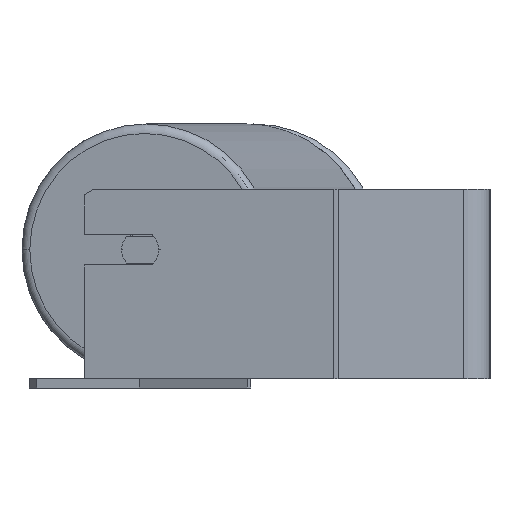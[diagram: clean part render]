
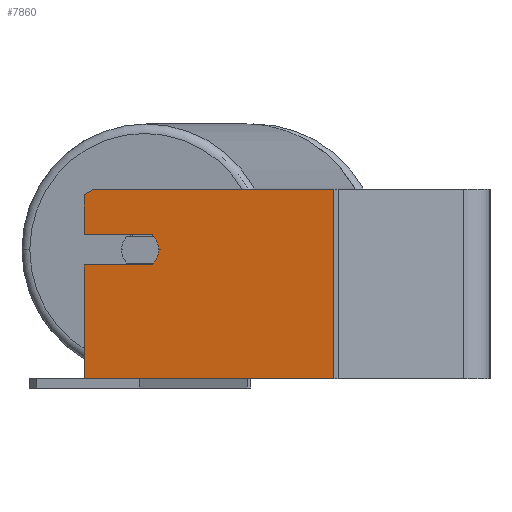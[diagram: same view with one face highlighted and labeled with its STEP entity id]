
A CAD part, left-side view. The second image highlights one B-rep face of the part: STEP entity #7860.
In plain terms, the highlighted planar face has unit normal (-0.985, 0.174, 0).
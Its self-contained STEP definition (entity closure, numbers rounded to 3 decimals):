
#44 = AXIS2_PLACEMENT_3D ( 'NONE', #4482, #8145, #4437 ) ;
#219 = VECTOR ( 'NONE', #7961, 1000. ) ;
#465 = EDGE_CURVE ( 'NONE', #4239, #1885, #2612, .T. ) ;
#504 = CARTESIAN_POINT ( 'NONE',  ( -517.783, 178.921, 26. ) ) ;
#708 = EDGE_CURVE ( 'NONE', #8588, #6813, #8789, .T. ) ;
#742 = ORIENTED_EDGE ( 'NONE', *, *, #708, .F. ) ;
#791 = ORIENTED_EDGE ( 'NONE', *, *, #3962, .T. ) ;
#803 = CARTESIAN_POINT ( 'NONE',  ( -511.532, 214.374, -50. ) ) ;
#853 = LINE ( 'NONE', #5604, #7684 ) ;
#984 = EDGE_CURVE ( 'NONE', #7520, #7647, #853, .T. ) ;
#1095 = CARTESIAN_POINT ( 'NONE',  ( -511.532, 214.374, 50. ) ) ;
#1123 = EDGE_CURVE ( 'NONE', #8588, #7520, #3109, .T. ) ;
#1130 = CARTESIAN_POINT ( 'NONE',  ( -511.532, 214.374, 47.113 ) ) ;
#1229 = DIRECTION ( 'NONE',  ( -0.174, -0.985, 0. ) ) ;
#1287 = DIRECTION ( 'NONE',  ( -0.985, 0.174, 0. ) ) ;
#1337 = EDGE_LOOP ( 'NONE', ( #742, #1805, #1715, #1620, #4807, #2354, #7266, #8636, #791, #4535 ) ) ;
#1362 = DIRECTION ( 'NONE',  ( 0.174, 0.985, 0. ) ) ;
#1620 = ORIENTED_EDGE ( 'NONE', *, *, #6678, .F. ) ;
#1681 = PLANE ( 'NONE',  #44 ) ;
#1715 = ORIENTED_EDGE ( 'NONE', *, *, #984, .T. ) ;
#1805 = ORIENTED_EDGE ( 'NONE', *, *, #1123, .T. ) ;
#1849 = VERTEX_POINT ( 'NONE', #504 ) ;
#1885 = VERTEX_POINT ( 'NONE', #3304 ) ;
#2054 = CARTESIAN_POINT ( 'NONE',  ( -517.783, 178.921, 26. ) ) ;
#2272 = CARTESIAN_POINT ( 'NONE',  ( -511.532, 214.374, -50. ) ) ;
#2279 = FACE_OUTER_BOUND ( 'NONE', #1337, .T. ) ;
#2354 = ORIENTED_EDGE ( 'NONE', *, *, #6401, .F. ) ;
#2511 = CIRCLE ( 'NONE', #5431, 10. ) ;
#2521 = DIRECTION ( 'NONE',  ( -0.174, -0.985, 0. ) ) ;
#2612 = LINE ( 'NONE', #4714, #6936 ) ;
#3065 = EDGE_CURVE ( 'NONE', #6813, #7423, #6748, .T. ) ;
#3109 = LINE ( 'NONE', #1130, #219 ) ;
#3304 = CARTESIAN_POINT ( 'NONE',  ( -517.783, 178.921, 10. ) ) ;
#3307 = CARTESIAN_POINT ( 'NONE',  ( -516.741, 184.829, 18. ) ) ;
#3371 = CARTESIAN_POINT ( 'NONE',  ( -534.787, 82.485, 50. ) ) ;
#3461 = EDGE_CURVE ( 'NONE', #9010, #1849, #6093, .T. ) ;
#3538 = CARTESIAN_POINT ( 'NONE',  ( -534.787, 82.485, -50. ) ) ;
#3609 = DIRECTION ( 'NONE',  ( 0., 0., -1. ) ) ;
#3649 = CARTESIAN_POINT ( 'NONE',  ( -534.787, 82.485, 50. ) ) ;
#3962 = EDGE_CURVE ( 'NONE', #3987, #7423, #5555, .T. ) ;
#3987 = VERTEX_POINT ( 'NONE', #803 ) ;
#4013 = CARTESIAN_POINT ( 'NONE',  ( -518.478, 174.981, 18. ) ) ;
#4239 = VERTEX_POINT ( 'NONE', #5382 ) ;
#4244 = DIRECTION ( 'NONE',  ( 0., 0., -1. ) ) ;
#4314 = DIRECTION ( 'NONE',  ( -0.174, -0.985, 0. ) ) ;
#4360 = CARTESIAN_POINT ( 'NONE',  ( -516.741, 184.829, 18. ) ) ;
#4437 = DIRECTION ( 'NONE',  ( 0.174, 0.985, 0. ) ) ;
#4482 = CARTESIAN_POINT ( 'NONE',  ( -511.532, 214.374, 50. ) ) ;
#4535 = ORIENTED_EDGE ( 'NONE', *, *, #3065, .F. ) ;
#4714 = CARTESIAN_POINT ( 'NONE',  ( -517.783, 178.921, 10. ) ) ;
#4757 = CARTESIAN_POINT ( 'NONE',  ( -511.532, 214.374, 50. ) ) ;
#4807 = ORIENTED_EDGE ( 'NONE', *, *, #3461, .F. ) ;
#4833 = CARTESIAN_POINT ( 'NONE',  ( -512.4, 209.45, 50. ) ) ;
#4872 = CARTESIAN_POINT ( 'NONE',  ( -511.532, 214.374, 47.113 ) ) ;
#4948 = DIRECTION ( 'NONE',  ( -0.985, 0.174, 0. ) ) ;
#5295 = VECTOR ( 'NONE', #4244, 1000. ) ;
#5382 = CARTESIAN_POINT ( 'NONE',  ( -511.532, 214.374, 10. ) ) ;
#5431 = AXIS2_PLACEMENT_3D ( 'NONE', #4360, #4948, #4314 ) ;
#5555 = LINE ( 'NONE', #2272, #5794 ) ;
#5604 = CARTESIAN_POINT ( 'NONE',  ( -511.532, 214.374, 50. ) ) ;
#5643 = LINE ( 'NONE', #4757, #5295 ) ;
#5794 = VECTOR ( 'NONE', #8361, 1000. ) ;
#6093 = CIRCLE ( 'NONE', #6242, 10. ) ;
#6231 = VECTOR ( 'NONE', #7398, 1000. ) ;
#6242 = AXIS2_PLACEMENT_3D ( 'NONE', #3307, #1287, #8205 ) ;
#6401 = EDGE_CURVE ( 'NONE', #1885, #9010, #2511, .T. ) ;
#6678 = EDGE_CURVE ( 'NONE', #1849, #7647, #8326, .T. ) ;
#6748 = LINE ( 'NONE', #3371, #6231 ) ;
#6792 = VECTOR ( 'NONE', #2521, 1000. ) ;
#6813 = VERTEX_POINT ( 'NONE', #3649 ) ;
#6936 = VECTOR ( 'NONE', #1229, 1000. ) ;
#7266 = ORIENTED_EDGE ( 'NONE', *, *, #465, .F. ) ;
#7398 = DIRECTION ( 'NONE',  ( 0., 0., -1. ) ) ;
#7423 = VERTEX_POINT ( 'NONE', #3538 ) ;
#7520 = VERTEX_POINT ( 'NONE', #4872 ) ;
#7644 = CARTESIAN_POINT ( 'NONE',  ( -511.532, 214.374, 26. ) ) ;
#7647 = VERTEX_POINT ( 'NONE', #7644 ) ;
#7684 = VECTOR ( 'NONE', #3609, 1000. ) ;
#7860 = ADVANCED_FACE ( 'NONE', ( #2279 ), #1681, .F. ) ;
#7961 = DIRECTION ( 'NONE',  ( 0.15, 0.853, -0.5 ) ) ;
#8145 = DIRECTION ( 'NONE',  ( 0.985, -0.174, 0. ) ) ;
#8150 = EDGE_CURVE ( 'NONE', #4239, #3987, #5643, .T. ) ;
#8205 = DIRECTION ( 'NONE',  ( -0.174, -0.985, 0. ) ) ;
#8226 = VECTOR ( 'NONE', #1362, 1000. ) ;
#8326 = LINE ( 'NONE', #2054, #8226 ) ;
#8361 = DIRECTION ( 'NONE',  ( -0.174, -0.985, 0. ) ) ;
#8588 = VERTEX_POINT ( 'NONE', #4833 ) ;
#8636 = ORIENTED_EDGE ( 'NONE', *, *, #8150, .T. ) ;
#8789 = LINE ( 'NONE', #1095, #6792 ) ;
#9010 = VERTEX_POINT ( 'NONE', #4013 ) ;
